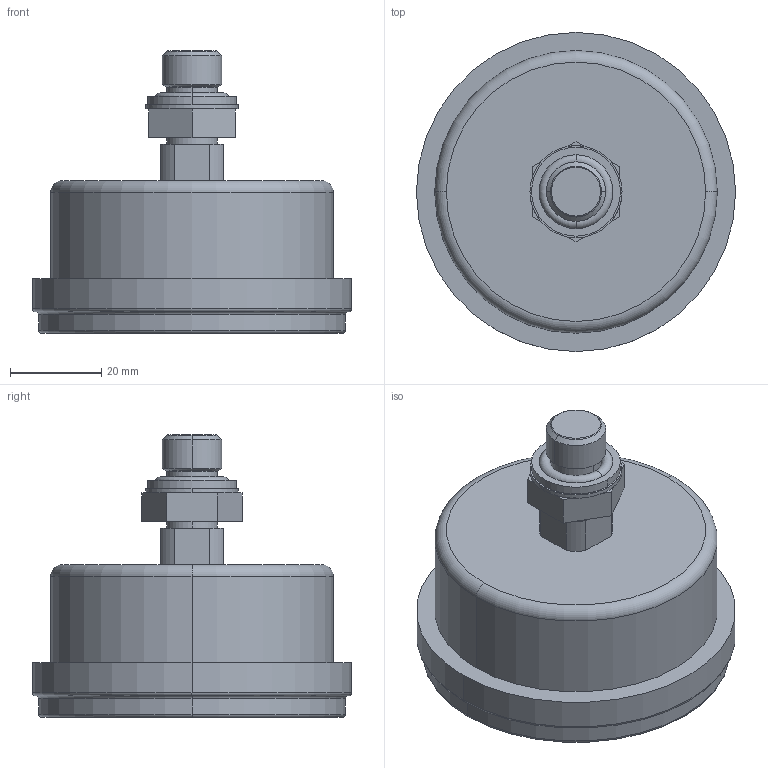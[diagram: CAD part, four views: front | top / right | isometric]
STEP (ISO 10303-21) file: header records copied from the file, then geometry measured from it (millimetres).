
FILE_DESCRIPTION((''),'2;1');
FILE_NAME('ILCML7222200','2013-07-19T',('avl'),(''),'PRO/ENGINEER BY PARAMETRIC TECHNOLOGY CORPORATION, 2007460','PRO/ENGINEER BY PARAMETRIC TECHNOLOGY CORPORATION, 2007460','');
FILE_SCHEMA(('AUTOMOTIVE_DESIGN_CC2 { 1 2 10303 214 -1 1 5 2 }'));
Length unit declared in the file: inch
Products named in the file (1): ILCML7222200
Bounding box: 70 x 70 x 62 mm (x, y, z)
Volume: 109533.3 mm3; surface area: 16974.1 mm2
Topology: 1 solids, 2 shells, 77 faces, 170 edges, 104 vertices
Faces by surface type: plane 33, cylinder 28, torus 12, cone 4
Entity records: 2788 total; most frequent: DIRECTION 422, CARTESIAN_POINT 352, ORIENTED_EDGE 334, AXIS2_PLACEMENT_3D 174, PRESENTATION_STYLE_ASSIGNMENT 172, STYLED_ITEM 172, CURVE_STYLE 170, EDGE_CURVE 170
